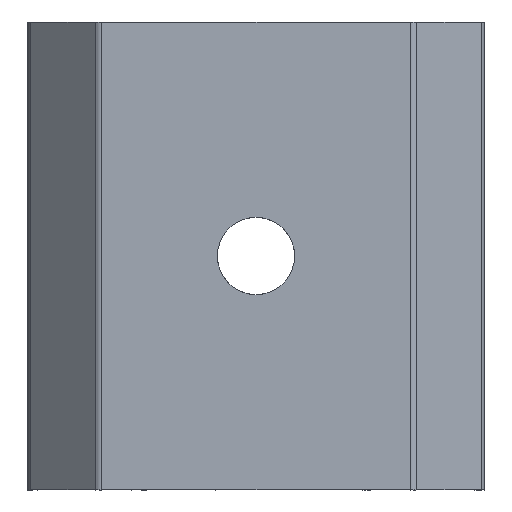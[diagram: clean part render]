
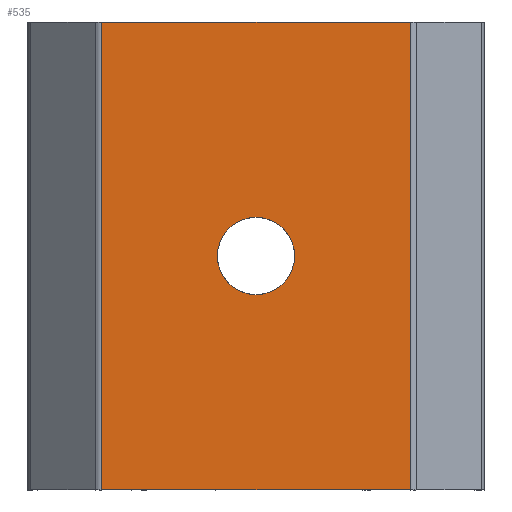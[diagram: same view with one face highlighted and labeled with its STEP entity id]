
A CAD part, front view. The second image highlights one B-rep face of the part: STEP entity #535.
In plain terms, the highlighted planar face has unit normal (0, -1, 0).
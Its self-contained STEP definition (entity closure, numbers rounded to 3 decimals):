
#63 = DIRECTION ( 'NONE',  ( -1., 0., 0. ) ) ;
#102 = CARTESIAN_POINT ( 'NONE',  ( 0., -10.6, 0. ) ) ;
#103 = DIRECTION ( 'NONE',  ( 1., 0., 0. ) ) ;
#104 = CARTESIAN_POINT ( 'NONE',  ( 6.584, -10.6, 0. ) ) ;
#105 = DIRECTION ( 'NONE',  ( 0., 0., 1. ) ) ;
#108 = CARTESIAN_POINT ( 'NONE',  ( 0., -10.6, 20. ) ) ;
#169 = DIRECTION ( 'NONE',  ( 0., -1., 0. ) ) ;
#170 = CARTESIAN_POINT ( 'NONE',  ( 0., -10.6, 10. ) ) ;
#171 = DIRECTION ( 'NONE',  ( 0., 0., -1. ) ) ;
#181 = CARTESIAN_POINT ( 'NONE',  ( -6.584, -10.6, 0. ) ) ;
#195 = PLANE ( 'NONE',  #406 ) ;
#196 = DIRECTION ( 'NONE',  ( 0., -1., 0. ) ) ;
#197 = CARTESIAN_POINT ( 'NONE',  ( -6.584, -10.6, 0. ) ) ;
#198 = DIRECTION ( 'NONE',  ( 1., 0., 0. ) ) ;
#199 = DIRECTION ( 'NONE',  ( 0., 0., -1. ) ) ;
#277 = DIRECTION ( 'NONE',  ( 0., 0., -1. ) ) ;
#278 = CARTESIAN_POINT ( 'NONE',  ( 0., -10.6, 10. ) ) ;
#279 = DIRECTION ( 'NONE',  ( 0., -1., 0. ) ) ;
#323 = CARTESIAN_POINT ( 'NONE',  ( -6.584, -10.6, 0. ) ) ;
#326 = CARTESIAN_POINT ( 'NONE',  ( 6.584, -10.6, 20. ) ) ;
#328 = CARTESIAN_POINT ( 'NONE',  ( 0., -10.6, 11.65 ) ) ;
#329 = CARTESIAN_POINT ( 'NONE',  ( 6.584, -10.6, 0. ) ) ;
#336 = CARTESIAN_POINT ( 'NONE',  ( 0., -10.6, 8.35 ) ) ;
#351 = CARTESIAN_POINT ( 'NONE',  ( -6.584, -10.6, 20. ) ) ;
#364 = CIRCLE ( 'NONE', #380, 1.65 ) ;
#380 = AXIS2_PLACEMENT_3D ( 'NONE', #278, #279, #277 ) ;
#397 = VECTOR ( 'NONE', #105, 1000. ) ;
#400 = VECTOR ( 'NONE', #103, 1000. ) ;
#406 = AXIS2_PLACEMENT_3D ( 'NONE', #197, #196, #198 ) ;
#407 = VECTOR ( 'NONE', #199, 1000. ) ;
#417 = CIRCLE ( 'NONE', #419, 1.65 ) ;
#419 = AXIS2_PLACEMENT_3D ( 'NONE', #170, #169, #171 ) ;
#463 = VECTOR ( 'NONE', #63, 1000. ) ;
#513 = EDGE_CURVE ( 'NONE', #672, #667, #364, .T. ) ;
#527 = EDGE_CURVE ( 'NONE', #641, #674, #846, .T. ) ;
#530 = EDGE_CURVE ( 'NONE', #644, #641, #845, .T. ) ;
#535 = ADVANCED_FACE ( 'NONE', ( #847, #879 ), #195, .T. ) ;
#536 = EDGE_CURVE ( 'NONE', #626, #644, #878, .T. ) ;
#545 = EDGE_CURVE ( 'NONE', #667, #672, #417, .T. ) ;
#587 = EDGE_CURVE ( 'NONE', #674, #626, #911, .T. ) ;
#623 = EDGE_LOOP ( 'NONE', ( #776, #787 ) ) ;
#626 = VERTEX_POINT ( 'NONE', #351 ) ;
#630 = EDGE_LOOP ( 'NONE', ( #785, #790, #822, #786 ) ) ;
#641 = VERTEX_POINT ( 'NONE', #329 ) ;
#644 = VERTEX_POINT ( 'NONE', #323 ) ;
#667 = VERTEX_POINT ( 'NONE', #336 ) ;
#672 = VERTEX_POINT ( 'NONE', #328 ) ;
#674 = VERTEX_POINT ( 'NONE', #326 ) ;
#776 = ORIENTED_EDGE ( 'NONE', *, *, #545, .F. ) ;
#785 = ORIENTED_EDGE ( 'NONE', *, *, #530, .T. ) ;
#786 = ORIENTED_EDGE ( 'NONE', *, *, #536, .T. ) ;
#787 = ORIENTED_EDGE ( 'NONE', *, *, #513, .F. ) ;
#790 = ORIENTED_EDGE ( 'NONE', *, *, #527, .T. ) ;
#822 = ORIENTED_EDGE ( 'NONE', *, *, #587, .T. ) ;
#845 = LINE ( 'NONE', #102, #400 ) ;
#846 = LINE ( 'NONE', #104, #397 ) ;
#847 = FACE_BOUND ( 'NONE', #623, .T. ) ;
#878 = LINE ( 'NONE', #181, #407 ) ;
#879 = FACE_OUTER_BOUND ( 'NONE', #630, .T. ) ;
#911 = LINE ( 'NONE', #108, #463 ) ;
